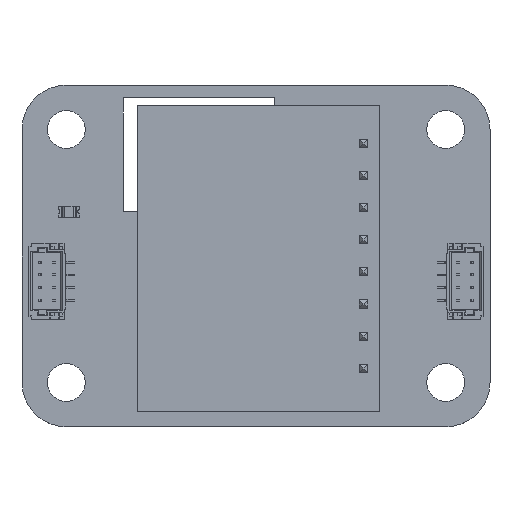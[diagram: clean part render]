
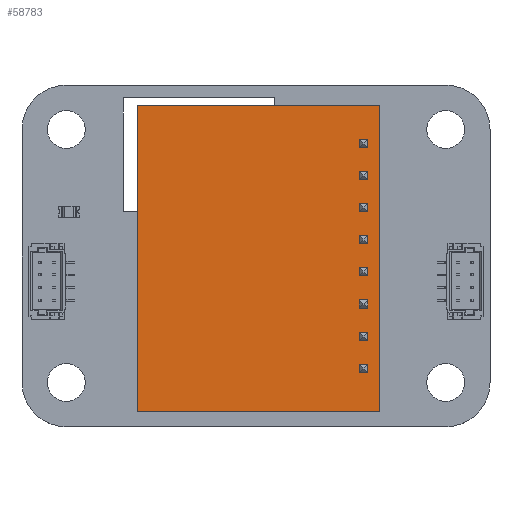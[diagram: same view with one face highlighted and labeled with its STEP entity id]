
A CAD part, top view. The second image highlights one B-rep face of the part: STEP entity #58783.
In plain terms, the highlighted planar face has unit normal (0, 0, 1).
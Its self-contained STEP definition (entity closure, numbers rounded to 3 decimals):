
#58654 = VERTEX_POINT('',#58655);
#58655 = CARTESIAN_POINT('',(-9.6,12.1,3.));
#58661 = EDGE_CURVE('',#58654,#58662,#58664,.T.);
#58662 = VERTEX_POINT('',#58663);
#58663 = CARTESIAN_POINT('',(9.6,12.1,3.));
#58664 = LINE('',#58665,#58666);
#58665 = CARTESIAN_POINT('',(-9.6,12.1,3.));
#58666 = VECTOR('',#58667,1.);
#58667 = DIRECTION('',(1.,0.,0.));
#58692 = EDGE_CURVE('',#58662,#58693,#58695,.T.);
#58693 = VERTEX_POINT('',#58694);
#58694 = CARTESIAN_POINT('',(9.6,-12.1,3.));
#58695 = LINE('',#58696,#58697);
#58696 = CARTESIAN_POINT('',(9.6,12.1,3.));
#58697 = VECTOR('',#58698,1.);
#58698 = DIRECTION('',(0.,-1.,0.));
#58723 = EDGE_CURVE('',#58693,#58724,#58726,.T.);
#58724 = VERTEX_POINT('',#58725);
#58725 = CARTESIAN_POINT('',(-9.6,-12.1,3.));
#58726 = LINE('',#58727,#58728);
#58727 = CARTESIAN_POINT('',(9.6,-12.1,3.));
#58728 = VECTOR('',#58729,1.);
#58729 = DIRECTION('',(-1.,0.,0.));
#58754 = EDGE_CURVE('',#58724,#58654,#58755,.T.);
#58755 = LINE('',#58756,#58757);
#58756 = CARTESIAN_POINT('',(-9.6,-12.1,3.));
#58757 = VECTOR('',#58758,1.);
#58758 = DIRECTION('',(0.,1.,0.));
#58783 = ADVANCED_FACE('',(#58784),#58790,.F.);
#58784 = FACE_BOUND('',#58785,.F.);
#58785 = EDGE_LOOP('',(#58786,#58787,#58788,#58789));
#58786 = ORIENTED_EDGE('',*,*,#58661,.T.);
#58787 = ORIENTED_EDGE('',*,*,#58692,.T.);
#58788 = ORIENTED_EDGE('',*,*,#58723,.T.);
#58789 = ORIENTED_EDGE('',*,*,#58754,.T.);
#58790 = PLANE('',#58791);
#58791 = AXIS2_PLACEMENT_3D('',#58792,#58793,#58794);
#58792 = CARTESIAN_POINT('',(0.,0.,
    3.));
#58793 = DIRECTION('',(-0.,-0.,-1.));
#58794 = DIRECTION('',(-1.,0.,0.));
